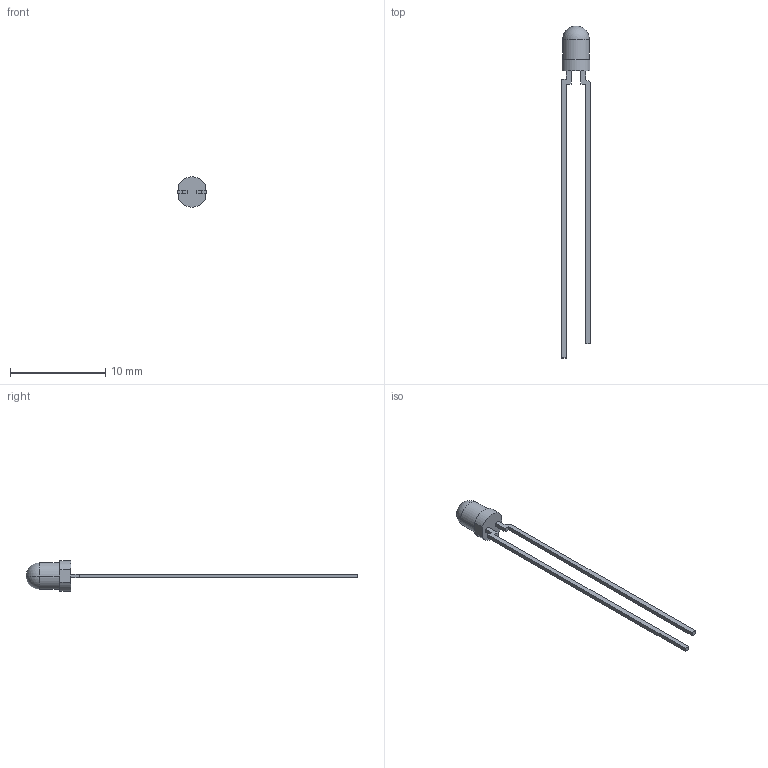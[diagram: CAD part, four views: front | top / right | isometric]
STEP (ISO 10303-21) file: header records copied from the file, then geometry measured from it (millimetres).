
FILE_DESCRIPTION (( 'STEP AP214' ), '1' );
FILE_NAME ('TLLY4400.STEP', '2023-12-28T22:24:25', ( '' ), ( '' ), 'SwSTEP 2.0', 'SolidWorks 2021', '' );
FILE_SCHEMA (( 'AUTOMOTIVE_DESIGN' ));
Length unit declared in the file: millimetre
Products named in the file (1): TLLY4400
Bounding box: 3.04 x 34.9 x 3.19 mm (x, y, z)
Volume: 39.9 mm3; surface area: 160.2 mm2
Topology: 3 solids, 3 shells, 33 faces, 78 edges, 49 vertices
Faces by surface type: plane 25, cylinder 4, torus 2, sphere 2
Entity records: 958 total; most frequent: DIRECTION 156, CARTESIAN_POINT 155, ORIENTED_EDGE 148, EDGE_CURVE 74, LINE 60, VECTOR 60, AXIS2_PLACEMENT_3D 48, VERTEX_POINT 47
